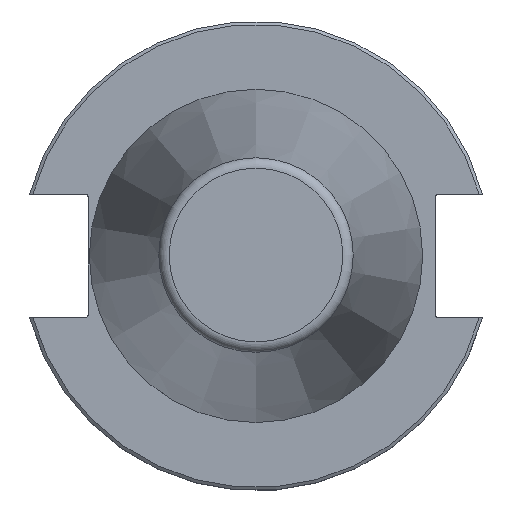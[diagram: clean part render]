
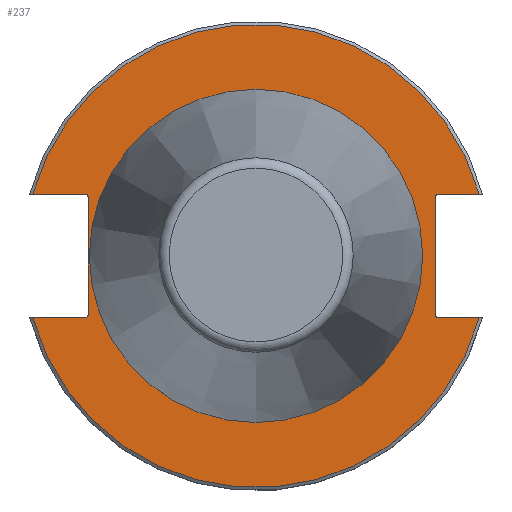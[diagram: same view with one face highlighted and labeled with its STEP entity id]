
A CAD part, top view. The second image highlights one B-rep face of the part: STEP entity #237.
In plain terms, the highlighted planar face has unit normal (0, 0, 1).
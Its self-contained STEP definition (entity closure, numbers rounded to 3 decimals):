
#104=FACE_BOUND('',#351,.T.);
#105=FACE_BOUND('',#352,.T.);
#146=LINE('',#1386,#191);
#147=LINE('',#1389,#192);
#148=LINE('',#1393,#193);
#149=LINE('',#1397,#194);
#150=LINE('',#1401,#195);
#151=LINE('',#1405,#196);
#152=LINE('',#1409,#197);
#153=LINE('',#1413,#198);
#191=VECTOR('',#1121,1.);
#192=VECTOR('',#1122,1.);
#193=VECTOR('',#1125,1.);
#194=VECTOR('',#1128,1.);
#195=VECTOR('',#1131,1.);
#196=VECTOR('',#1134,1.);
#197=VECTOR('',#1137,1.);
#198=VECTOR('',#1140,1.);
#237=ADVANCED_FACE('',(#104,#105),#290,.T.);
#290=PLANE('',#1004);
#351=EDGE_LOOP('',(#423,#424,#425,#426,#427,#428,#429,#430,#431,#432,#433,
#434,#435,#436));
#352=EDGE_LOOP('',(#437));
#423=ORIENTED_EDGE('',*,*,#779,.T.);
#424=ORIENTED_EDGE('',*,*,#780,.T.);
#425=ORIENTED_EDGE('',*,*,#781,.F.);
#426=ORIENTED_EDGE('',*,*,#782,.T.);
#427=ORIENTED_EDGE('',*,*,#783,.F.);
#428=ORIENTED_EDGE('',*,*,#784,.F.);
#429=ORIENTED_EDGE('',*,*,#785,.F.);
#430=ORIENTED_EDGE('',*,*,#786,.T.);
#431=ORIENTED_EDGE('',*,*,#787,.F.);
#432=ORIENTED_EDGE('',*,*,#788,.T.);
#433=ORIENTED_EDGE('',*,*,#789,.F.);
#434=ORIENTED_EDGE('',*,*,#790,.F.);
#435=ORIENTED_EDGE('',*,*,#791,.F.);
#436=ORIENTED_EDGE('',*,*,#792,.T.);
#437=ORIENTED_EDGE('',*,*,#793,.F.);
#686=VERTEX_POINT('',#1387);
#687=VERTEX_POINT('',#1388);
#688=VERTEX_POINT('',#1390);
#689=VERTEX_POINT('',#1392);
#690=VERTEX_POINT('',#1394);
#691=VERTEX_POINT('',#1396);
#692=VERTEX_POINT('',#1398);
#693=VERTEX_POINT('',#1400);
#694=VERTEX_POINT('',#1402);
#695=VERTEX_POINT('',#1404);
#696=VERTEX_POINT('',#1406);
#697=VERTEX_POINT('',#1408);
#698=VERTEX_POINT('',#1410);
#699=VERTEX_POINT('',#1412);
#700=VERTEX_POINT('',#1415);
#779=EDGE_CURVE('',#686,#687,#146,.T.);
#780=EDGE_CURVE('',#687,#688,#147,.T.);
#781=EDGE_CURVE('',#689,#688,#909,.T.);
#782=EDGE_CURVE('',#689,#690,#148,.T.);
#783=EDGE_CURVE('',#691,#690,#910,.T.);
#784=EDGE_CURVE('',#692,#691,#149,.T.);
#785=EDGE_CURVE('',#693,#692,#911,.T.);
#786=EDGE_CURVE('',#693,#694,#150,.T.);
#787=EDGE_CURVE('',#695,#694,#912,.T.);
#788=EDGE_CURVE('',#695,#696,#151,.T.);
#789=EDGE_CURVE('',#697,#696,#913,.T.);
#790=EDGE_CURVE('',#698,#697,#152,.T.);
#791=EDGE_CURVE('',#699,#698,#914,.T.);
#792=EDGE_CURVE('',#699,#686,#153,.T.);
#793=EDGE_CURVE('',#700,#700,#915,.T.);
#909=CIRCLE('',#997,0.75);
#910=CIRCLE('',#998,48.539);
#911=CIRCLE('',#999,0.75);
#912=CIRCLE('',#1000,0.75);
#913=CIRCLE('',#1001,48.539);
#914=CIRCLE('',#1002,0.75);
#915=CIRCLE('',#1003,34.925);
#997=AXIS2_PLACEMENT_3D('',#1391,#1123,#1124);
#998=AXIS2_PLACEMENT_3D('',#1395,#1126,#1127);
#999=AXIS2_PLACEMENT_3D('',#1399,#1129,#1130);
#1000=AXIS2_PLACEMENT_3D('',#1403,#1132,#1133);
#1001=AXIS2_PLACEMENT_3D('',#1407,#1135,#1136);
#1002=AXIS2_PLACEMENT_3D('',#1411,#1138,#1139);
#1003=AXIS2_PLACEMENT_3D('',#1414,#1141,#1142);
#1004=AXIS2_PLACEMENT_3D('',#1416,#1143,#1144);
#1121=DIRECTION('',(0.,-1.,0.));
#1122=DIRECTION('',(0.,-1.,0.));
#1123=DIRECTION('',(0.,0.,1.));
#1124=DIRECTION('',(0.,-1.,0.));
#1125=DIRECTION('',(-1.,0.,0.));
#1126=DIRECTION('',(0.,0.,-1.));
#1127=DIRECTION('',(0.964,-0.267,0.));
#1128=DIRECTION('',(1.,0.,0.));
#1129=DIRECTION('',(0.,0.,1.));
#1130=DIRECTION('',(-1.,0.,0.));
#1131=DIRECTION('',(0.,1.,0.));
#1132=DIRECTION('',(0.,0.,1.));
#1133=DIRECTION('',(0.,1.,0.));
#1134=DIRECTION('',(1.,0.,0.));
#1135=DIRECTION('',(0.,0.,-1.));
#1136=DIRECTION('',(0.,1.,0.));
#1137=DIRECTION('',(-1.,0.,0.));
#1138=DIRECTION('',(0.,0.,1.));
#1139=DIRECTION('',(1.,0.,0.));
#1140=DIRECTION('',(0.,-1.,0.));
#1141=DIRECTION('',(0.,0.,1.));
#1142=DIRECTION('',(1.,0.,0.));
#1143=DIRECTION('',(0.,0.,1.));
#1144=DIRECTION('',(0.,-1.,0.));
#1386=CARTESIAN_POINT('',(-35.12,0.,-3.2));
#1387=CARTESIAN_POINT('',(-35.12,6.547,-3.2));
#1388=CARTESIAN_POINT('',(-35.12,-6.547,-3.2));
#1389=CARTESIAN_POINT('',(-35.12,-6.547,-3.2));
#1390=CARTESIAN_POINT('',(-35.12,-12.205,-3.2));
#1391=CARTESIAN_POINT('',(-35.87,-12.205,-3.2));
#1392=CARTESIAN_POINT('',(-35.87,-12.955,-3.2));
#1393=CARTESIAN_POINT('',(-35.87,-12.955,-3.2));
#1394=CARTESIAN_POINT('',(-46.778,-12.955,-3.2));
#1395=CARTESIAN_POINT('',(0.,0.,-3.2));
#1396=CARTESIAN_POINT('',(46.778,-12.955,-3.2));
#1397=CARTESIAN_POINT('',(38.28,-12.955,-3.2));
#1398=CARTESIAN_POINT('',(38.28,-12.955,-3.2));
#1399=CARTESIAN_POINT('',(38.28,-12.205,-3.2));
#1400=CARTESIAN_POINT('',(37.53,-12.205,-3.2));
#1401=CARTESIAN_POINT('',(37.53,-12.205,-3.2));
#1402=CARTESIAN_POINT('',(37.53,12.205,-3.2));
#1403=CARTESIAN_POINT('',(38.28,12.205,-3.2));
#1404=CARTESIAN_POINT('',(38.28,12.955,-3.2));
#1405=CARTESIAN_POINT('',(38.28,12.955,-3.2));
#1406=CARTESIAN_POINT('',(46.778,12.955,-3.2));
#1407=CARTESIAN_POINT('',(0.,0.,-3.2));
#1408=CARTESIAN_POINT('',(-46.778,12.955,-3.2));
#1409=CARTESIAN_POINT('',(-35.87,12.955,-3.2));
#1410=CARTESIAN_POINT('',(-35.87,12.955,-3.2));
#1411=CARTESIAN_POINT('',(-35.87,12.205,-3.2));
#1412=CARTESIAN_POINT('',(-35.12,12.205,-3.2));
#1413=CARTESIAN_POINT('',(-35.12,12.205,-3.2));
#1414=CARTESIAN_POINT('',(0.,0.,-3.2));
#1415=CARTESIAN_POINT('',(34.925,0.,-3.2));
#1416=CARTESIAN_POINT('',(0.,0.,-3.2));
